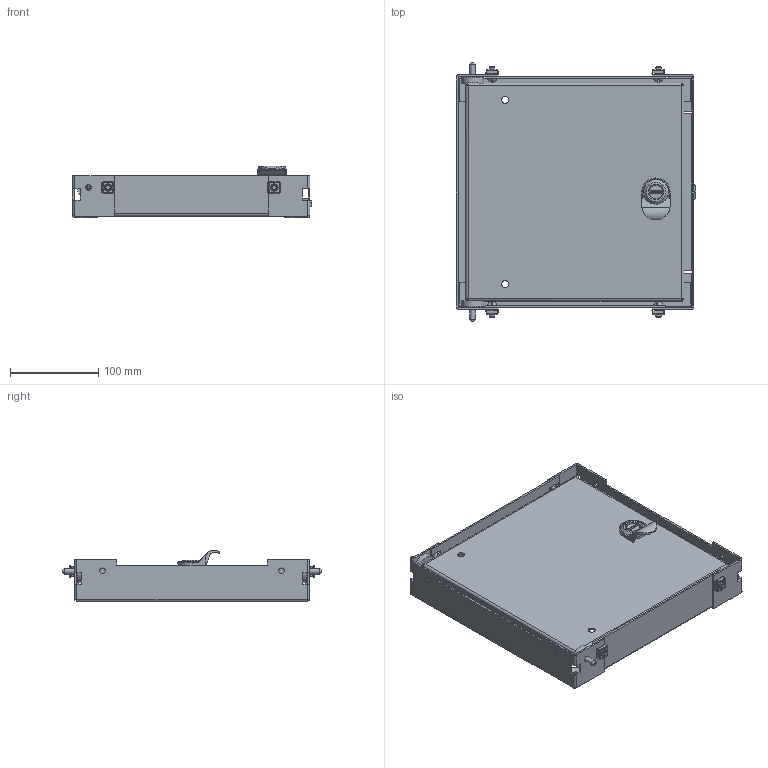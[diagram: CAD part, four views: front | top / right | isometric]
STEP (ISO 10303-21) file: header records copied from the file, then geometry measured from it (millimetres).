
FILE_DESCRIPTION(/* description */ ('SWNG. PNL. BKT.,HINGE SIDE,12"'),/* implementation_level */ '2;1');
FILE_NAME(/* name */ 'HFWNSP1212C.stp',/* time_stamp */ '2014-08-25T12:14:16+06:00',/* author */ ('ps'),/* organization */ (''),/* preprocessor_version */ 'ST-DEVELOPER v15.2',/* originating_system */ 'Autodesk Inventor 2014',/* authorisation */ '');
FILE_SCHEMA (('AUTOMOTIVE_DESIGN { 1 0 10303 214 3 1 1 }'));
Length unit declared in the file: inch
Products named in the file (16): HFWNSP12CBKHS; HFW3190; 37288; HFWNSP12CTB; HFWNSP12CBKLS; HFWNSP1212CPNL; HFW328156; HFW328157; HFW3762; wkb59938154_no0; 1-100-1-1; 1-100-2; 200-9113(1-142-P9)_GDZn verchromt; 200-0424_Stahl, verzinkt; 200-9001-200-9113-200-0424(28113_7,2,45181124); HFWNSP1212C
Bounding box: 271.7 x 294.68 x 58.56 mm (x, y, z)
Volume: 304187.3 mm3; surface area: 326045 mm2
Topology: 28 solids, 29 shells, 996 faces, 2755 edges, 1801 vertices
Faces by surface type: plane 663, cylinder 246, bspline 33, cone 31, torus 19, sphere 4
Full cylindrical faces by diameter (mm): 4.134 x1, 5 x1, 6.343 x1, 6.35 x14, 6.629 x2, 7.144 x4, 7.938 x4, 8.331 x4, 9.9 x1, 10 x1, 10.319 x8, 12.8 x1, 13.3 x1, 13.5 x1, 16 x1, 16.1 x1, 19.294 x1, 19.5 x1, 23.6 x2, 24 x2, 25.4 x2, 28 x1, 28.5 x1
Entity records: 27994 total; most frequent: CARTESIAN_POINT 12215, ORIENTED_EDGE 3148, DIRECTION 3064, EDGE_CURVE 1574, LINE 1042, VECTOR 1042, VERTEX_POINT 1034, AXIS2_PLACEMENT_3D 1011
